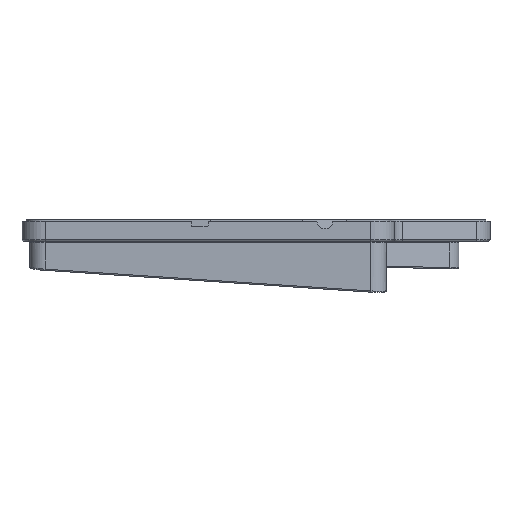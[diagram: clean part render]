
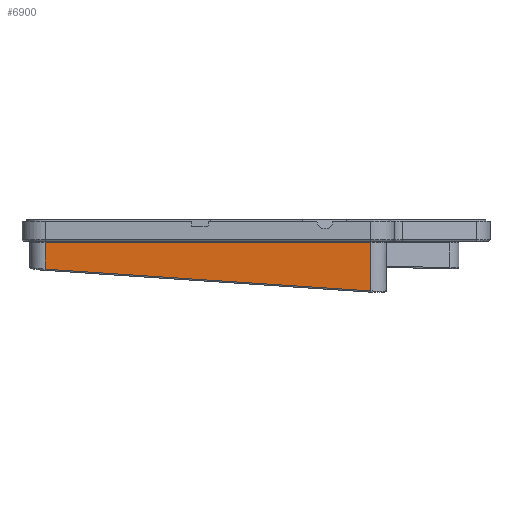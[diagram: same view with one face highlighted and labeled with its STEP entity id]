
A CAD part, front view. The second image highlights one B-rep face of the part: STEP entity #6900.
In plain terms, the highlighted planar face has unit normal (0, -1, 0).
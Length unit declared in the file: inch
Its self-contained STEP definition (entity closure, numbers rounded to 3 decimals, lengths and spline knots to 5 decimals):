
#199 = LINE ( 'NONE', #203, #1666 ) ;
#203 = CARTESIAN_POINT ( 'NONE',  ( 2.82, -4.5135, 0.91732 ) ) ;
#204 = DIRECTION ( 'NONE',  ( 0., 0., -1. ) ) ;
#254 = LINE ( 'NONE', #255, #1684 ) ;
#255 = CARTESIAN_POINT ( 'NONE',  ( -2.445, -4.5135, 0.91732 ) ) ;
#256 = DIRECTION ( 'NONE',  ( 0., 0., -1. ) ) ;
#257 = LINE ( 'NONE', #258, #1686 ) ;
#258 = CARTESIAN_POINT ( 'NONE',  ( 2.8102, -4.5135, 0.77079 ) ) ;
#267 = DIRECTION ( 'NONE',  ( -0.998, 0., 0.067 ) ) ;
#268 = LINE ( 'NONE', #269, #1688 ) ;
#269 = CARTESIAN_POINT ( 'NONE',  ( 2.82, -4.5135, 0.34232 ) ) ;
#270 = DIRECTION ( 'NONE',  ( 1., 0., 0. ) ) ;
#1666 = VECTOR ( 'NONE', #204, 39.37008 ) ;
#1684 = VECTOR ( 'NONE', #256, 39.37008 ) ;
#1686 = VECTOR ( 'NONE', #267, 39.37008 ) ;
#1688 = VECTOR ( 'NONE', #270, 39.37008 ) ;
#4083 = ORIENTED_EDGE ( 'NONE', *, *, #12698, .F. ) ;
#4084 = ORIENTED_EDGE ( 'NONE', *, *, #12718, .T. ) ;
#4085 = ORIENTED_EDGE ( 'NONE', *, *, #12715, .T. ) ;
#4086 = ORIENTED_EDGE ( 'NONE', *, *, #12719, .T. ) ;
#4284 = AXIS2_PLACEMENT_3D ( 'NONE', #9097, #9108, #9109 ) ;
#5194 = VERTEX_POINT ( 'NONE', #11271 ) ;
#5195 = VERTEX_POINT ( 'NONE', #11272 ) ;
#5196 = VERTEX_POINT ( 'NONE', #11273 ) ;
#5206 = VERTEX_POINT ( 'NONE', #11283 ) ;
#6900 = ADVANCED_FACE ( 'NONE', ( #9104 ), #9105, .T. ) ;
#9097 = CARTESIAN_POINT ( 'NONE',  ( 2.82, -4.5135, 0.91732 ) ) ;
#9104 = FACE_OUTER_BOUND ( 'NONE', #11188, .T. ) ;
#9105 = PLANE ( 'NONE',  #4284 ) ;
#9108 = DIRECTION ( 'NONE',  ( 0., -1., 0. ) ) ;
#9109 = DIRECTION ( 'NONE',  ( 0., 0., -1. ) ) ;
#11188 = EDGE_LOOP ( 'NONE', ( #4083, #4084, #4085, #4086 ) ) ;
#11271 = CARTESIAN_POINT ( 'NONE',  ( -2.445, -4.5135, 0.34232 ) ) ;
#11272 = CARTESIAN_POINT ( 'NONE',  ( 2.82, -4.5135, 0.77014 ) ) ;
#11273 = CARTESIAN_POINT ( 'NONE',  ( 2.82, -4.5135, 0.34232 ) ) ;
#11283 = CARTESIAN_POINT ( 'NONE',  ( -2.445, -4.5135, 1.12215 ) ) ;
#12698 = EDGE_CURVE ( 'NONE', #5195, #5196, #199, .T. ) ;
#12715 = EDGE_CURVE ( 'NONE', #5206, #5194, #254, .T. ) ;
#12718 = EDGE_CURVE ( 'NONE', #5195, #5206, #257, .T. ) ;
#12719 = EDGE_CURVE ( 'NONE', #5194, #5196, #268, .T. ) ;
